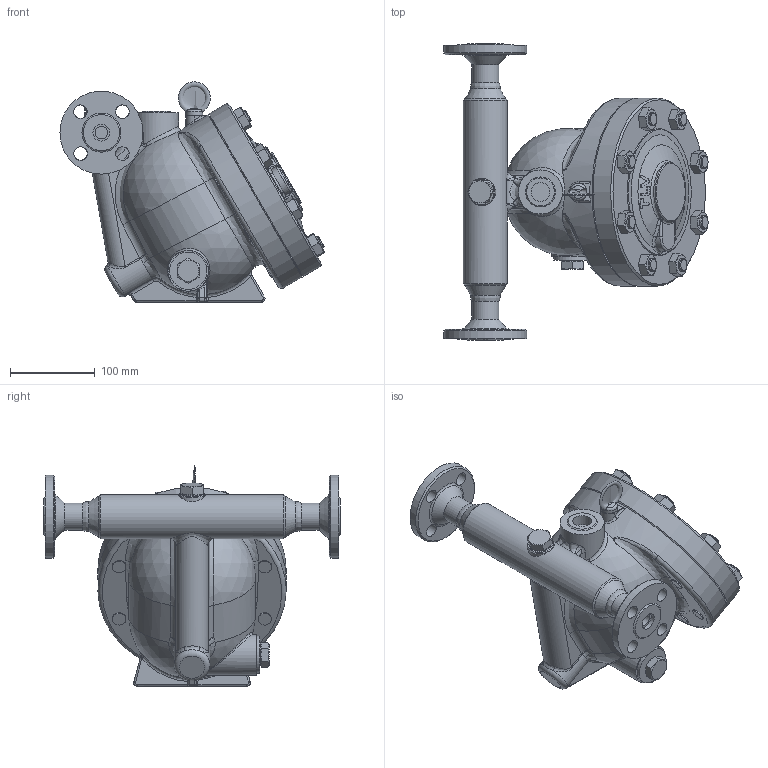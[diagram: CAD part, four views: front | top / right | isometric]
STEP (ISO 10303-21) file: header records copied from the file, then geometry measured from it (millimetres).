
FILE_DESCRIPTION((''),'2;1');
FILE_NAME('gas2n-020-a0150-00.stp','2010-10-29T14:28:23',('nakaot'),(''),'Autodesk Inventor 2008','Autodesk Inventor 2008','');
FILE_SCHEMA(('AUTOMOTIVE_DESIGN { 1 0 10303 214 1 1 1 1 }'));
Length unit declared in the file: millimetre
Products named in the file (1): gas2n-020-a0150-00
Bounding box: 311.74 x 350 x 259.91 mm (x, y, z)
Volume: 5837902.3 mm3; surface area: 351656.1 mm2
Topology: 2 solids, 2 shells, 486 faces, 1134 edges, 687 vertices
Faces by surface type: plane 161, bspline 122, cylinder 100, cone 82, torus 13, sphere 8
Full cylindrical faces by diameter (mm): 15 x1, 16 x26, 18 x1, 20 x2, 21 x1, 26 x1, 32 x1, 44 x1, 48 x1, 52 x2, 98 x1, 165 x1, 222 x2
Entity records: 23535 total; most frequent: CARTESIAN_POINT 13807, ORIENTED_EDGE 2000, DIRECTION 1893, EDGE_CURVE 1000, AXIS2_PLACEMENT_3D 832, VERTEX_POINT 654, EDGE_LOOP 654, FACE_OUTER_BOUND 485
